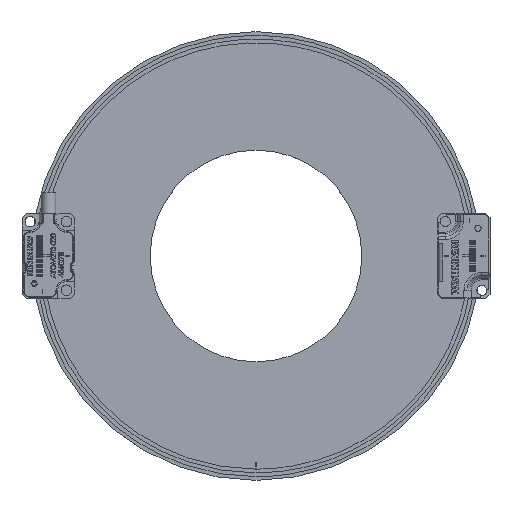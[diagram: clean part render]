
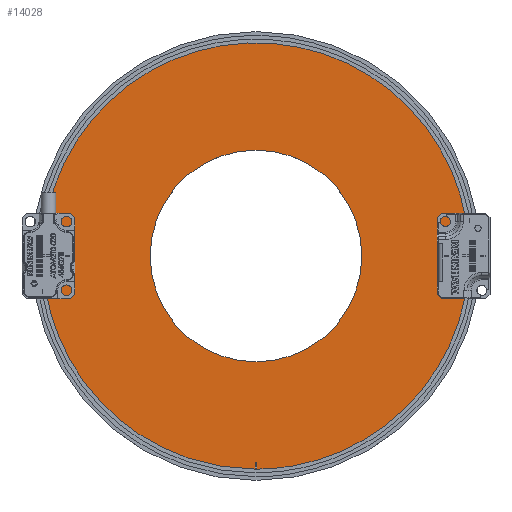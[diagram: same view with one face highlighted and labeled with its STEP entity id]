
A CAD part, top view. The second image highlights one B-rep face of the part: STEP entity #14028.
In plain terms, the highlighted planar face has unit normal (0, 0, 1).
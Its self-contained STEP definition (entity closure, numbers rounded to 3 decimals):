
#14028=ADVANCED_FACE('',(#19125,#19126),#16119,.T.);
#16119=PLANE('',#43105);
#17823=B_SPLINE_CURVE_WITH_KNOTS('',3,(#54851,#54852,#54853,#54854),.UNSPECIFIED.,
 .F.,.F.,(4,4),(0.,1.),.UNSPECIFIED.);
#17824=B_SPLINE_CURVE_WITH_KNOTS('',3,(#54856,#54857,#54858,#54859),.UNSPECIFIED.,
 .F.,.F.,(4,4),(0.,1.),.UNSPECIFIED.);
#17825=B_SPLINE_CURVE_WITH_KNOTS('',3,(#54861,#54862,#54863,#54864),.UNSPECIFIED.,
 .F.,.F.,(4,4),(0.,1.),.UNSPECIFIED.);
#17827=B_SPLINE_CURVE_WITH_KNOTS('',3,(#54916,#54917,#54918,#54919,#54920,
#54921,#54922,#54923,#54924,#54925,#54926,#54927,#54928,#54929,#54930,#54931,
#54932,#54933,#54934,#54935,#54936,#54937,#54938,#54939,#54940,#54941,#54942,
#54943,#54944,#54945,#54946,#54947,#54948,#54949),.UNSPECIFIED.,.F.,.F.,
(4,2,2,2,2,2,2,2,2,2,2,2,2,2,2,2,4),(0.,0.063,0.125,0.188,0.25,0.313,
0.375,0.438,0.5,0.563,0.625,0.688,0.75,0.813,0.875,0.938,1.),.UNSPECIFIED.);
#19125=FACE_BOUND('',#19369,.T.);
#19126=FACE_BOUND('',#19370,.T.);
#19369=EDGE_LOOP('',(#21636,#21637,#21638,#21639));
#19370=EDGE_LOOP('',(#21640));
#21636=ORIENTED_EDGE('',*,*,#36839,.F.);
#21637=ORIENTED_EDGE('',*,*,#36843,.F.);
#21638=ORIENTED_EDGE('',*,*,#36841,.F.);
#21639=ORIENTED_EDGE('',*,*,#36840,.F.);
#21640=ORIENTED_EDGE('',*,*,#36847,.F.);
#33052=VERTEX_POINT('',#54849);
#33053=VERTEX_POINT('',#54850);
#33054=VERTEX_POINT('',#54855);
#33055=VERTEX_POINT('',#54860);
#33060=VERTEX_POINT('',#55009);
#36839=EDGE_CURVE('',#33052,#33054,#17823,.T.);
#36840=EDGE_CURVE('',#33054,#33055,#17824,.T.);
#36841=EDGE_CURVE('',#33055,#33053,#17825,.T.);
#36843=EDGE_CURVE('',#33053,#33052,#17827,.T.);
#36847=EDGE_CURVE('',#33060,#33060,#42555,.T.);
#42555=CIRCLE('',#43102,25.45);
#43102=AXIS2_PLACEMENT_3D('',#55008,#45655,#45656);
#43105=AXIS2_PLACEMENT_3D('',#55012,#45661,#45662);
#45655=DIRECTION('',(0.,0.,1.));
#45656=DIRECTION('',(0.,-1.,0.));
#45661=DIRECTION('',(0.,0.,1.));
#45662=DIRECTION('',(1.,0.,0.));
#54849=CARTESIAN_POINT('',(0.175,-51.252,0.));
#54850=CARTESIAN_POINT('',(-0.175,-51.252,0.));
#54851=CARTESIAN_POINT('',(0.175,-51.252,0.));
#54852=CARTESIAN_POINT('',(0.175,-50.718,0.));
#54853=CARTESIAN_POINT('',(0.175,-50.185,0.));
#54854=CARTESIAN_POINT('',(0.175,-49.652,0.));
#54855=CARTESIAN_POINT('',(0.175,-49.652,0.));
#54856=CARTESIAN_POINT('',(0.175,-49.652,0.));
#54857=CARTESIAN_POINT('',(0.058,-49.652,0.));
#54858=CARTESIAN_POINT('',(-0.058,-49.652,0.));
#54859=CARTESIAN_POINT('',(-0.175,-49.652,0.));
#54860=CARTESIAN_POINT('',(-0.175,-49.652,0.));
#54861=CARTESIAN_POINT('',(-0.175,-49.652,0.));
#54862=CARTESIAN_POINT('',(-0.175,-50.185,0.));
#54863=CARTESIAN_POINT('',(-0.175,-50.718,0.));
#54864=CARTESIAN_POINT('',(-0.175,-51.252,0.));
#54916=CARTESIAN_POINT('',(-0.175,-51.252,0.));
#54917=CARTESIAN_POINT('',(-6.896,-51.229,0.));
#54918=CARTESIAN_POINT('',(-13.553,-49.882,0.));
#54919=CARTESIAN_POINT('',(-25.956,-44.702,0.));
#54920=CARTESIAN_POINT('',(-31.593,-40.912,0.));
#54921=CARTESIAN_POINT('',(-41.074,-31.383,0.));
#54922=CARTESIAN_POINT('',(-44.833,-25.727,0.));
#54923=CARTESIAN_POINT('',(-49.951,-13.297,0.));
#54924=CARTESIAN_POINT('',(-51.263,-6.634,0.));
#54925=CARTESIAN_POINT('',(-51.241,6.809,0.));
#54926=CARTESIAN_POINT('',(-49.906,13.467,0.));
#54927=CARTESIAN_POINT('',(-44.745,25.881,0.));
#54928=CARTESIAN_POINT('',(-40.967,31.522,0.));
#54929=CARTESIAN_POINT('',(-31.453,41.021,0.));
#54930=CARTESIAN_POINT('',(-25.805,44.789,0.));
#54931=CARTESIAN_POINT('',(-13.381,49.929,0.));
#54932=CARTESIAN_POINT('',(-6.724,51.252,0.));
#54933=CARTESIAN_POINT('',(6.724,51.252,0.));
#54934=CARTESIAN_POINT('',(13.38,49.929,0.));
#54935=CARTESIAN_POINT('',(25.806,44.789,0.));
#54936=CARTESIAN_POINT('',(31.451,41.022,0.));
#54937=CARTESIAN_POINT('',(40.968,31.521,0.));
#54938=CARTESIAN_POINT('',(44.745,25.882,0.));
#54939=CARTESIAN_POINT('',(49.906,13.466,0.));
#54940=CARTESIAN_POINT('',(51.24,6.811,0.));
#54941=CARTESIAN_POINT('',(51.263,-6.636,0.));
#54942=CARTESIAN_POINT('',(49.952,-13.296,0.));
#54943=CARTESIAN_POINT('',(44.833,-25.729,0.));
#54944=CARTESIAN_POINT('',(41.075,-31.382,0.));
#54945=CARTESIAN_POINT('',(31.592,-40.913,0.));
#54946=CARTESIAN_POINT('',(25.958,-44.701,0.));
#54947=CARTESIAN_POINT('',(13.552,-49.883,0.));
#54948=CARTESIAN_POINT('',(6.896,-51.229,0.));
#54949=CARTESIAN_POINT('',(0.175,-51.252,0.));
#55008=CARTESIAN_POINT('',(0.,0.,0.));
#55009=CARTESIAN_POINT('',(0.,-25.45,0.));
#55012=CARTESIAN_POINT('',(0.,0.,0.));
